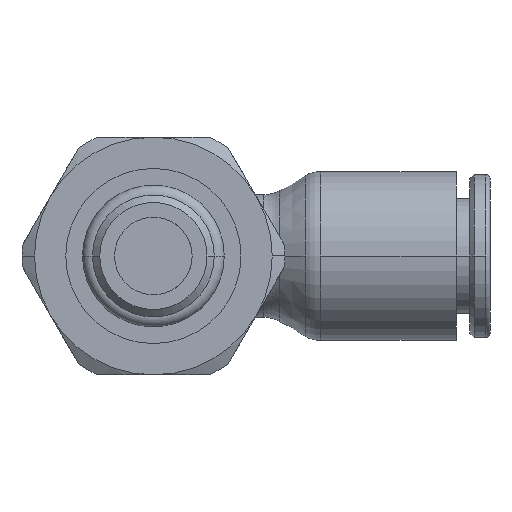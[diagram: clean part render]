
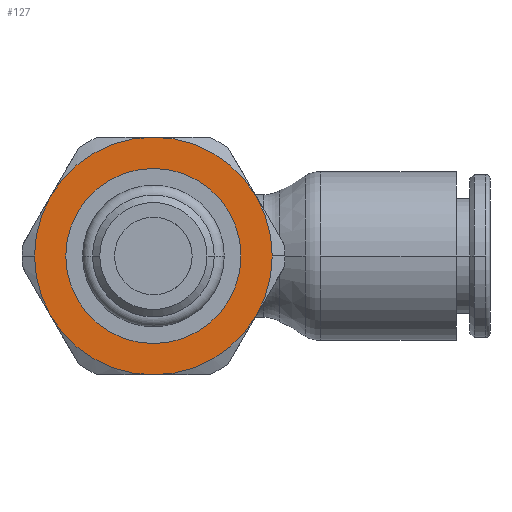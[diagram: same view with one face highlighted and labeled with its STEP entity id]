
A CAD part, front view. The second image highlights one B-rep face of the part: STEP entity #127.
In plain terms, the highlighted planar face has unit normal (0, -1, 0).
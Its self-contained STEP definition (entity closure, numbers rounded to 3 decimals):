
#127=ADVANCED_FACE('',(#339,#340),#341,.T.);
#339=FACE_BOUND('',#604,.T.);
#340=FACE_OUTER_BOUND('',#605,.T.);
#341=PLANE('',#606);
#604=EDGE_LOOP('',(#1329,#1330));
#605=EDGE_LOOP('',(#1331,#1332,#1333,#1334,#1335,#1336,#1337,#1338));
#606=AXIS2_PLACEMENT_3D('',#1339,#1340,#1341);
#1329=ORIENTED_EDGE('',*,*,#1895,.T.);
#1330=ORIENTED_EDGE('',*,*,#1871,.T.);
#1331=ORIENTED_EDGE('',*,*,#1910,.F.);
#1332=ORIENTED_EDGE('',*,*,#1912,.F.);
#1333=ORIENTED_EDGE('',*,*,#1916,.F.);
#1334=ORIENTED_EDGE('',*,*,#1919,.F.);
#1335=ORIENTED_EDGE('',*,*,#1810,.F.);
#1336=ORIENTED_EDGE('',*,*,#1924,.F.);
#1337=ORIENTED_EDGE('',*,*,#1928,.F.);
#1338=ORIENTED_EDGE('',*,*,#1812,.F.);
#1339=CARTESIAN_POINT('',(4.75,-4.499,0.0));
#1340=DIRECTION('',(-0.0,-1.0,-0.0));
#1341=DIRECTION('',(-1.0,0.0,0.0));
#1810=EDGE_CURVE('',#2211,#2207,#2213,.T.);
#1812=EDGE_CURVE('',#2214,#2216,#2217,.T.);
#1871=EDGE_CURVE('',#2314,#2311,#2315,.T.);
#1895=EDGE_CURVE('',#2311,#2314,#2353,.T.);
#1910=EDGE_CURVE('',#2368,#2214,#2370,.T.);
#1912=EDGE_CURVE('',#2372,#2368,#2374,.T.);
#1916=EDGE_CURVE('',#2379,#2372,#2381,.T.);
#1919=EDGE_CURVE('',#2207,#2379,#2385,.T.);
#1924=EDGE_CURVE('',#2391,#2211,#2393,.T.);
#1928=EDGE_CURVE('',#2216,#2391,#2399,.T.);
#2207=VERTEX_POINT('',#2834);
#2211=VERTEX_POINT('',#2839);
#2213=CIRCLE('',#2852,9.5);
#2214=VERTEX_POINT('',#2853);
#2216=VERTEX_POINT('',#2856);
#2217=CIRCLE('',#2857,9.5);
#2311=VERTEX_POINT('',#3042);
#2314=VERTEX_POINT('',#3046);
#2315=CIRCLE('',#3047,7.0);
#2353=CIRCLE('',#3244,7.0);
#2368=VERTEX_POINT('',#3259);
#2370=CIRCLE('',#3272,9.5);
#2372=VERTEX_POINT('',#3274);
#2374=CIRCLE('',#3287,9.5);
#2379=VERTEX_POINT('',#3303);
#2381=CIRCLE('',#3316,9.5);
#2385=CIRCLE('',#3331,9.5);
#2391=VERTEX_POINT('',#3359);
#2393=CIRCLE('',#3372,9.5);
#2399=CIRCLE('',#3400,9.5);
#2834=CARTESIAN_POINT('',(-9.5,-4.499,0.));
#2839=CARTESIAN_POINT('',(-8.227,-4.499,-4.75));
#2852=AXIS2_PLACEMENT_3D('',#3903,#3904,#3905);
#2853=CARTESIAN_POINT('',(9.5,-4.499,0.));
#2856=CARTESIAN_POINT('',(8.227,-4.499,-4.75));
#2857=AXIS2_PLACEMENT_3D('',#3907,#3908,#3909);
#3042=CARTESIAN_POINT('',(7.0,-4.499,0.0));
#3046=CARTESIAN_POINT('',(-7.0,-4.499,0.));
#3047=AXIS2_PLACEMENT_3D('',#4017,#4018,#4019);
#3244=AXIS2_PLACEMENT_3D('',#4063,#4064,#4065);
#3259=CARTESIAN_POINT('',(8.227,-4.499,4.75));
#3272=AXIS2_PLACEMENT_3D('',#4105,#4106,#4107);
#3274=CARTESIAN_POINT('',(0.,-4.499,9.5));
#3287=AXIS2_PLACEMENT_3D('',#4108,#4109,#4110);
#3303=CARTESIAN_POINT('',(-8.227,-4.499,4.75));
#3316=AXIS2_PLACEMENT_3D('',#4114,#4115,#4116);
#3331=AXIS2_PLACEMENT_3D('',#4120,#4121,#4122);
#3359=CARTESIAN_POINT('',(0.0,-4.499,-9.5));
#3372=AXIS2_PLACEMENT_3D('',#4126,#4127,#4128);
#3400=AXIS2_PLACEMENT_3D('',#4132,#4133,#4134);
#3903=CARTESIAN_POINT('',(0.0,-4.499,0.0));
#3904=DIRECTION('',(-0.0,1.0,0.0));
#3905=DIRECTION('',(1.0,0.0,0.0));
#3907=CARTESIAN_POINT('',(0.0,-4.499,0.0));
#3908=DIRECTION('',(-0.0,1.0,0.0));
#3909=DIRECTION('',(1.0,0.0,0.0));
#4017=CARTESIAN_POINT('',(0.0,-4.499,0.0));
#4018=DIRECTION('',(-0.0,1.0,0.0));
#4019=DIRECTION('',(1.0,0.0,0.0));
#4063=CARTESIAN_POINT('',(0.0,-4.499,0.0));
#4064=DIRECTION('',(-0.0,1.0,0.0));
#4065=DIRECTION('',(1.0,0.0,0.0));
#4105=CARTESIAN_POINT('',(0.0,-4.499,0.0));
#4106=DIRECTION('',(-0.0,1.0,0.0));
#4107=DIRECTION('',(1.0,0.0,0.0));
#4108=CARTESIAN_POINT('',(0.0,-4.499,0.0));
#4109=DIRECTION('',(-0.0,1.0,0.0));
#4110=DIRECTION('',(1.0,0.0,0.0));
#4114=CARTESIAN_POINT('',(0.0,-4.499,0.0));
#4115=DIRECTION('',(-0.0,1.0,0.0));
#4116=DIRECTION('',(1.0,0.0,0.0));
#4120=CARTESIAN_POINT('',(0.0,-4.499,0.0));
#4121=DIRECTION('',(-0.0,1.0,0.0));
#4122=DIRECTION('',(1.0,0.0,0.0));
#4126=CARTESIAN_POINT('',(0.0,-4.499,0.0));
#4127=DIRECTION('',(-0.0,1.0,0.0));
#4128=DIRECTION('',(1.0,0.0,0.0));
#4132=CARTESIAN_POINT('',(0.0,-4.499,0.0));
#4133=DIRECTION('',(-0.0,1.0,0.0));
#4134=DIRECTION('',(1.0,0.0,0.0));
